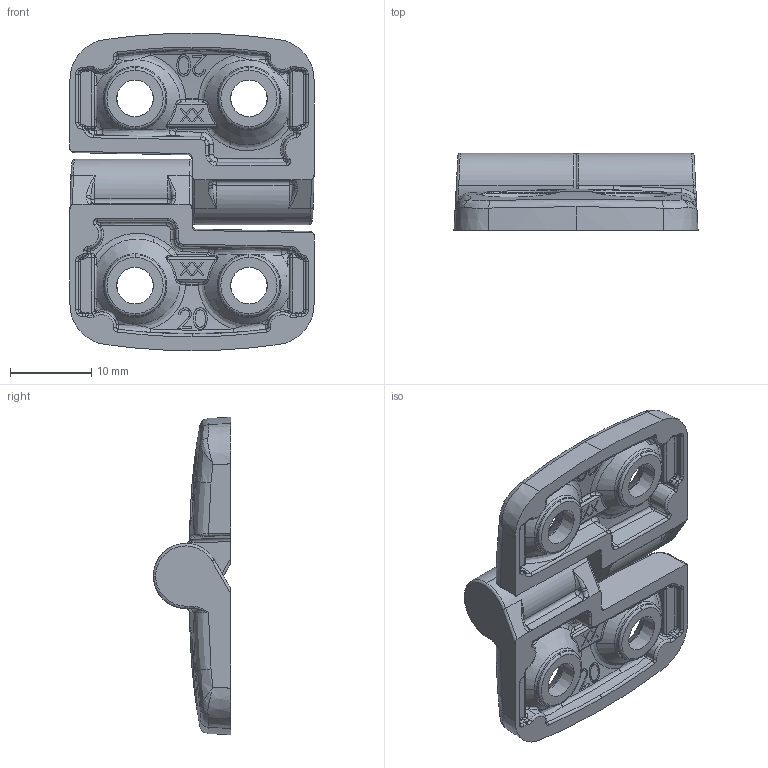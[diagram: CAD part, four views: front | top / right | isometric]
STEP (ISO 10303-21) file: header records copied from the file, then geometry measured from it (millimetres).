
FILE_DESCRIPTION (( 'STEP AP214' ), '1' );
FILE_NAME ('Hinges and fittings095k2020L00.step', '2016-11-25T07:01:33', ( '' ), ( '' ), 'SwSTEP 2.0', 'SolidWorks 2016', '' );
FILE_SCHEMA (( 'AUTOMOTIVE_DESIGN' ));
Length unit declared in the file: millimetre
Products named in the file (3): Hinges and fittings095k2020L00; 095K.06E; 095K20_U_TAB_095K20L00
Assembly tree (3 placements, depth 2):
  Hinges and fittings095k2020L00
    095K20_U_TAB_095K20L00  x2
    095K.06E
Bounding box: 30 x 9.5 x 39 mm (x, y, z)
Volume: 4106 mm3; surface area: 4154.8 mm2
Topology: 3 solids, 3 shells, 858 faces, 2094 edges, 1234 vertices
Faces by surface type: bspline 380, plane 244, cylinder 118, cone 58, torus 46, sphere 12
Entity records: 19042 total; most frequent: CARTESIAN_POINT 8723, ORIENTED_EDGE 2398, DIRECTION 1817, EDGE_CURVE 1199, VERTEX_POINT 711, AXIS2_PLACEMENT_3D 697, EDGE_LOOP 506, FACE_OUTER_BOUND 497
